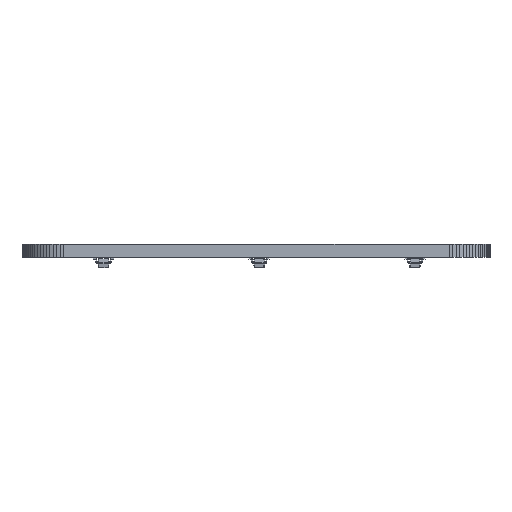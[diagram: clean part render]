
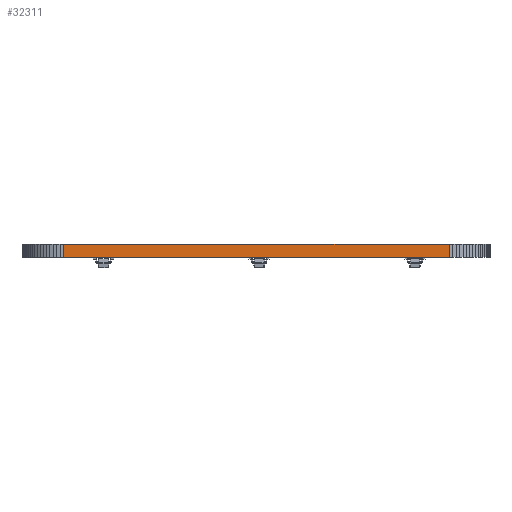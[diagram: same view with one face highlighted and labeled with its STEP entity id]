
A CAD part, left-side view. The second image highlights one B-rep face of the part: STEP entity #32311.
In plain terms, the highlighted planar face has unit normal (-1, 0, 0).
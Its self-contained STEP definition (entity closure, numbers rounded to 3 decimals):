
#5101 = PLANE('',#5102);
#5102 = AXIS2_PLACEMENT_3D('',#5103,#5104,#5105);
#5103 = CARTESIAN_POINT('',(6.673,0.812,1.6));
#5104 = DIRECTION('',(-0.,-0.,-1.));
#5105 = DIRECTION('',(-1.,0.,0.));
#5155 = PLANE('',#5156);
#5156 = AXIS2_PLACEMENT_3D('',#5157,#5158,#5159);
#5157 = CARTESIAN_POINT('',(6.673,0.812,0.));
#5158 = DIRECTION('',(-0.,-0.,-1.));
#5159 = DIRECTION('',(-1.,0.,0.));
#6804 = VERTEX_POINT('',#6805);
#6805 = CARTESIAN_POINT('',(-113.705,-23.631,0.));
#6819 = PLANE('',#6820);
#6820 = AXIS2_PLACEMENT_3D('',#6821,#6822,#6823);
#6821 = CARTESIAN_POINT('',(-113.686,-24.067,0.));
#6822 = DIRECTION('',(-0.999,-0.044,0.));
#6823 = DIRECTION('',(-0.044,0.999,0.));
#6831 = EDGE_CURVE('',#6804,#6832,#6834,.T.);
#6832 = VERTEX_POINT('',#6833);
#6833 = CARTESIAN_POINT('',(-113.705,23.519,0.));
#6834 = SURFACE_CURVE('',#6835,(#6839,#6846),.PCURVE_S1.);
#6835 = LINE('',#6836,#6837);
#6836 = CARTESIAN_POINT('',(-113.705,-23.631,0.));
#6837 = VECTOR('',#6838,1.);
#6838 = DIRECTION('',(0.,1.,0.));
#6839 = PCURVE('',#5155,#6840);
#6840 = DEFINITIONAL_REPRESENTATION('',(#6841),#6845);
#6841 = LINE('',#6842,#6843);
#6842 = CARTESIAN_POINT('',(120.378,-24.443));
#6843 = VECTOR('',#6844,1.);
#6844 = DIRECTION('',(0.,1.));
#6845 = ( GEOMETRIC_REPRESENTATION_CONTEXT(2) 
PARAMETRIC_REPRESENTATION_CONTEXT() REPRESENTATION_CONTEXT('2D SPACE',''
  ) );
#6846 = PCURVE('',#6847,#6852);
#6847 = PLANE('',#6848);
#6848 = AXIS2_PLACEMENT_3D('',#6849,#6850,#6851);
#6849 = CARTESIAN_POINT('',(-113.705,-23.631,0.));
#6850 = DIRECTION('',(-1.,0.,0.));
#6851 = DIRECTION('',(0.,1.,0.));
#6852 = DEFINITIONAL_REPRESENTATION('',(#6853),#6857);
#6853 = LINE('',#6854,#6855);
#6854 = CARTESIAN_POINT('',(0.,0.));
#6855 = VECTOR('',#6856,1.);
#6856 = DIRECTION('',(1.,0.));
#6857 = ( GEOMETRIC_REPRESENTATION_CONTEXT(2) 
PARAMETRIC_REPRESENTATION_CONTEXT() REPRESENTATION_CONTEXT('2D SPACE',''
  ) );
#6875 = PLANE('',#6876);
#6876 = AXIS2_PLACEMENT_3D('',#6877,#6878,#6879);
#6877 = CARTESIAN_POINT('',(-113.705,23.519,0.));
#6878 = DIRECTION('',(-0.999,0.044,0.));
#6879 = DIRECTION('',(0.044,0.999,0.));
#20514 = VERTEX_POINT('',#20515);
#20515 = CARTESIAN_POINT('',(-113.705,-23.631,1.6));
#20536 = EDGE_CURVE('',#20514,#20537,#20539,.T.);
#20537 = VERTEX_POINT('',#20538);
#20538 = CARTESIAN_POINT('',(-113.705,23.519,1.6));
#20539 = SURFACE_CURVE('',#20540,(#20544,#20551),.PCURVE_S1.);
#20540 = LINE('',#20541,#20542);
#20541 = CARTESIAN_POINT('',(-113.705,-23.631,1.6));
#20542 = VECTOR('',#20543,1.);
#20543 = DIRECTION('',(0.,1.,0.));
#20544 = PCURVE('',#5101,#20545);
#20545 = DEFINITIONAL_REPRESENTATION('',(#20546),#20550);
#20546 = LINE('',#20547,#20548);
#20547 = CARTESIAN_POINT('',(120.378,-24.443));
#20548 = VECTOR('',#20549,1.);
#20549 = DIRECTION('',(0.,1.));
#20550 = ( GEOMETRIC_REPRESENTATION_CONTEXT(2) 
PARAMETRIC_REPRESENTATION_CONTEXT() REPRESENTATION_CONTEXT('2D SPACE',''
  ) );
#20551 = PCURVE('',#6847,#20552);
#20552 = DEFINITIONAL_REPRESENTATION('',(#20553),#20557);
#20553 = LINE('',#20554,#20555);
#20554 = CARTESIAN_POINT('',(0.,-1.6));
#20555 = VECTOR('',#20556,1.);
#20556 = DIRECTION('',(1.,0.));
#20557 = ( GEOMETRIC_REPRESENTATION_CONTEXT(2) 
PARAMETRIC_REPRESENTATION_CONTEXT() REPRESENTATION_CONTEXT('2D SPACE',''
  ) );
#32261 = EDGE_CURVE('',#6832,#20537,#32262,.T.);
#32262 = SURFACE_CURVE('',#32263,(#32267,#32274),.PCURVE_S1.);
#32263 = LINE('',#32264,#32265);
#32264 = CARTESIAN_POINT('',(-113.705,23.519,0.));
#32265 = VECTOR('',#32266,1.);
#32266 = DIRECTION('',(0.,0.,1.));
#32267 = PCURVE('',#6875,#32268);
#32268 = DEFINITIONAL_REPRESENTATION('',(#32269),#32273);
#32269 = LINE('',#32270,#32271);
#32270 = CARTESIAN_POINT('',(0.,0.));
#32271 = VECTOR('',#32272,1.);
#32272 = DIRECTION('',(0.,-1.));
#32273 = ( GEOMETRIC_REPRESENTATION_CONTEXT(2) 
PARAMETRIC_REPRESENTATION_CONTEXT() REPRESENTATION_CONTEXT('2D SPACE',''
  ) );
#32274 = PCURVE('',#6847,#32275);
#32275 = DEFINITIONAL_REPRESENTATION('',(#32276),#32280);
#32276 = LINE('',#32277,#32278);
#32277 = CARTESIAN_POINT('',(47.15,0.));
#32278 = VECTOR('',#32279,1.);
#32279 = DIRECTION('',(0.,-1.));
#32280 = ( GEOMETRIC_REPRESENTATION_CONTEXT(2) 
PARAMETRIC_REPRESENTATION_CONTEXT() REPRESENTATION_CONTEXT('2D SPACE',''
  ) );
#32311 = ADVANCED_FACE('',(#32312),#6847,.T.);
#32312 = FACE_BOUND('',#32313,.T.);
#32313 = EDGE_LOOP('',(#32314,#32335,#32336,#32337));
#32314 = ORIENTED_EDGE('',*,*,#32315,.T.);
#32315 = EDGE_CURVE('',#6804,#20514,#32316,.T.);
#32316 = SURFACE_CURVE('',#32317,(#32321,#32328),.PCURVE_S1.);
#32317 = LINE('',#32318,#32319);
#32318 = CARTESIAN_POINT('',(-113.705,-23.631,0.));
#32319 = VECTOR('',#32320,1.);
#32320 = DIRECTION('',(0.,0.,1.));
#32321 = PCURVE('',#6847,#32322);
#32322 = DEFINITIONAL_REPRESENTATION('',(#32323),#32327);
#32323 = LINE('',#32324,#32325);
#32324 = CARTESIAN_POINT('',(0.,0.));
#32325 = VECTOR('',#32326,1.);
#32326 = DIRECTION('',(0.,-1.));
#32327 = ( GEOMETRIC_REPRESENTATION_CONTEXT(2) 
PARAMETRIC_REPRESENTATION_CONTEXT() REPRESENTATION_CONTEXT('2D SPACE',''
  ) );
#32328 = PCURVE('',#6819,#32329);
#32329 = DEFINITIONAL_REPRESENTATION('',(#32330),#32334);
#32330 = LINE('',#32331,#32332);
#32331 = CARTESIAN_POINT('',(0.436,0.));
#32332 = VECTOR('',#32333,1.);
#32333 = DIRECTION('',(0.,-1.));
#32334 = ( GEOMETRIC_REPRESENTATION_CONTEXT(2) 
PARAMETRIC_REPRESENTATION_CONTEXT() REPRESENTATION_CONTEXT('2D SPACE',''
  ) );
#32335 = ORIENTED_EDGE('',*,*,#20536,.T.);
#32336 = ORIENTED_EDGE('',*,*,#32261,.F.);
#32337 = ORIENTED_EDGE('',*,*,#6831,.F.);
